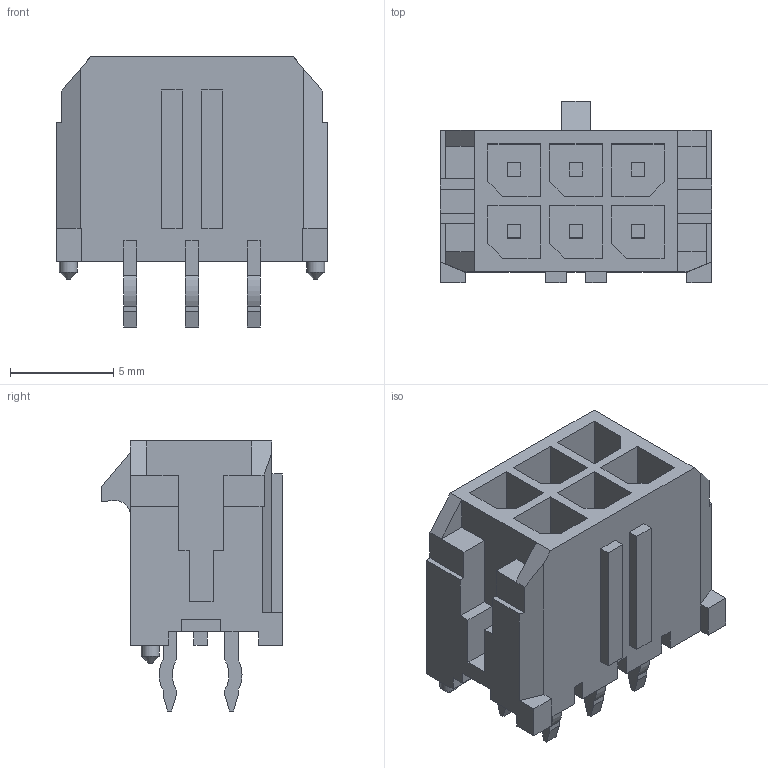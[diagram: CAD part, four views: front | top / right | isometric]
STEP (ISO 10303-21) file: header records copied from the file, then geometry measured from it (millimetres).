
FILE_DESCRIPTION(/* description */ (''),/* implementation_level */ '2;1');
FILE_NAME(/* name */ '430450612_MICROFITdualRow3x2PIN.stp',/* time_stamp */ '2020-03-13T17:13:41+01:00',/* author */ ('franc'),/* organization */ (''),/* preprocessor_version */ 'ST-DEVELOPER v18',/* originating_system */ 'Autodesk Inventor 2020',/* authorisation */ '');
FILE_SCHEMA (('AUTOMOTIVE_DESIGN { 1 0 10303 214 3 1 1 }'));
Length unit declared in the file: millimetre
Products named in the file (1): 430450612_MICROFITdualRow3x2PIN
Bounding box: 13.15 x 8.77 x 13.09 mm (x, y, z)
Volume: 553.6 mm3; surface area: 1177.2 mm2
Topology: 1 solids, 1 shells, 295 faces, 821 edges, 545 vertices
Faces by surface type: plane 278, cylinder 15, cone 2
Full cylindrical faces by diameter (mm): 0.86 x2
Entity records: 9511 total; most frequent: CARTESIAN_POINT 1662, ORIENTED_EDGE 1642, DIRECTION 1450, EDGE_CURVE 821, LINE 784, VECTOR 784, VERTEX_POINT 545, AXIS2_PLACEMENT_3D 333
